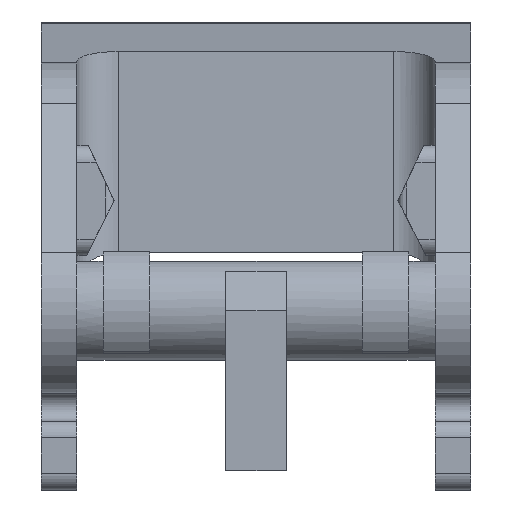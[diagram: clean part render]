
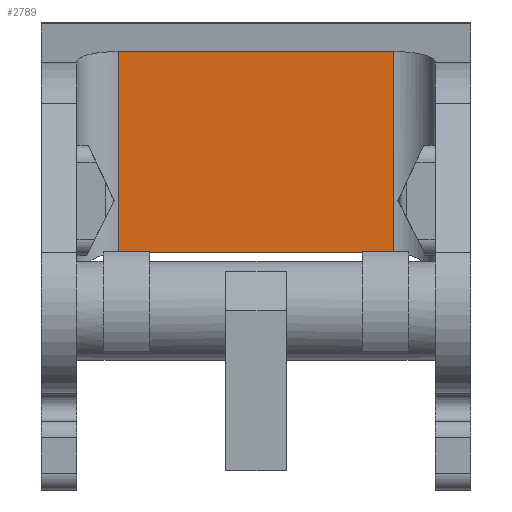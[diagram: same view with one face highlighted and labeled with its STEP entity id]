
A CAD part, left-side view. The second image highlights one B-rep face of the part: STEP entity #2789.
In plain terms, the highlighted planar face has unit normal (-1, 0, 0).
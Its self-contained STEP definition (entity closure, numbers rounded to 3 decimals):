
#338=DIRECTION('',(0.,-1.,0.));
#339=VECTOR('',#338,10.);
#340=CARTESIAN_POINT('',(15.549,5.,-6.892));
#341=LINE('',#340,#339);
#759=DIRECTION('',(0.,1.,0.));
#760=VECTOR('',#759,10.);
#761=CARTESIAN_POINT('',(15.549,-5.,0.406));
#762=LINE('',#761,#760);
#781=DIRECTION('',(0.,0.,-1.));
#782=VECTOR('',#781,7.299);
#783=CARTESIAN_POINT('',(15.549,-5.,0.406));
#784=LINE('',#783,#782);
#785=DIRECTION('',(0.,0.,-1.));
#786=VECTOR('',#785,7.299);
#787=CARTESIAN_POINT('',(15.549,5.,0.406));
#788=LINE('',#787,#786);
#1754=CARTESIAN_POINT('',(15.549,-5.,0.406));
#1755=CARTESIAN_POINT('',(15.549,-5.,-6.892));
#1756=VERTEX_POINT('',#1754);
#1757=VERTEX_POINT('',#1755);
#1758=CARTESIAN_POINT('',(15.549,5.,0.406));
#1759=CARTESIAN_POINT('',(15.549,5.,-6.892));
#1760=VERTEX_POINT('',#1758);
#1761=VERTEX_POINT('',#1759);
#2777=CARTESIAN_POINT('',(15.549,-5.,-17.199));
#2778=DIRECTION('',(1.,0.,0.));
#2779=DIRECTION('',(0.,1.,0.));
#2780=AXIS2_PLACEMENT_3D('',#2777,#2778,#2779);
#2781=PLANE('',#2780);
#2782=ORIENTED_EDGE('',*,*,#2250,.T.);
#2783=ORIENTED_EDGE('',*,*,#2276,.F.);
#2785=ORIENTED_EDGE('',*,*,#2784,.F.);
#2786=ORIENTED_EDGE('',*,*,#2762,.F.);
#2787=EDGE_LOOP('',(#2782,#2783,#2785,#2786));
#2788=FACE_OUTER_BOUND('',#2787,.F.);
#2250=EDGE_CURVE('',#1756,#1757,#784,.T.);
#2276=EDGE_CURVE('',#1761,#1757,#341,.T.);
#2762=EDGE_CURVE('',#1756,#1760,#762,.T.);
#2784=EDGE_CURVE('',#1760,#1761,#788,.T.);
#2789=ADVANCED_FACE('',(#2788),#2781,.F.);
